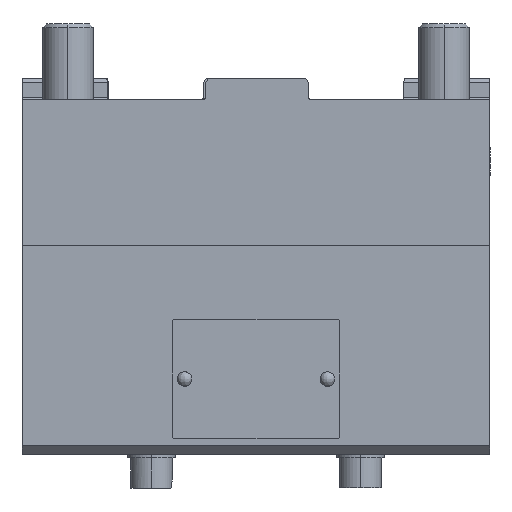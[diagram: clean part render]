
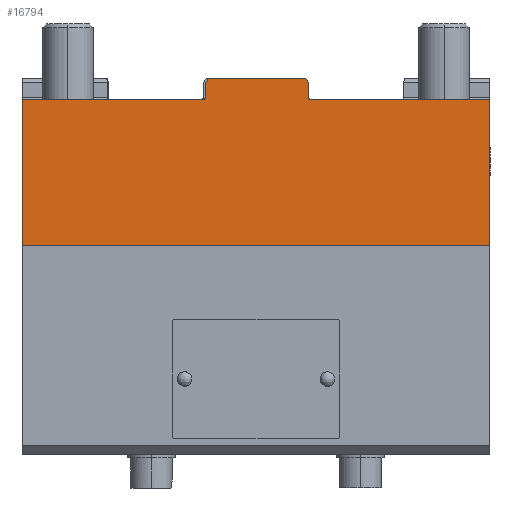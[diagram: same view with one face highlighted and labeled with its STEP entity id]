
A CAD part, left-side view. The second image highlights one B-rep face of the part: STEP entity #16794.
In plain terms, the highlighted planar face has unit normal (-1, 0, 0).
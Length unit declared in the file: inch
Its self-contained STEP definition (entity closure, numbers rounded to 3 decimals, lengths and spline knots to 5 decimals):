
#156 = ORIENTED_EDGE ( 'NONE', *, *, #4212, .F. ) ;
#522 = CARTESIAN_POINT ( 'NONE',  ( -2.3622, 0.44971, 0.19685 ) ) ;
#529 = VECTOR ( 'NONE', #5928, 39.37008 ) ;
#728 = FACE_OUTER_BOUND ( 'NONE', #18945, .T. ) ;
#1023 = VECTOR ( 'NONE', #10694, 39.37008 ) ;
#1101 = CARTESIAN_POINT ( 'NONE',  ( -2.3622, 2.20472, -1.37795 ) ) ;
#1553 = LINE ( 'NONE', #16027, #15104 ) ;
#1774 = CARTESIAN_POINT ( 'NONE',  ( -2.3622, 0.48819, 0. ) ) ;
#1813 = CARTESIAN_POINT ( 'NONE',  ( -2.3622, 0.47244, 0.15748 ) ) ;
#1842 = CARTESIAN_POINT ( 'NONE',  ( -2.3622, 2.20472, 0. ) ) ;
#1976 = CARTESIAN_POINT ( 'NONE',  ( -2.3622, -0.4692, 0.19685 ) ) ;
#2352 = VECTOR ( 'NONE', #9818, 39.37008 ) ;
#2362 = VERTEX_POINT ( 'NONE', #1101 ) ;
#2647 = VECTOR ( 'NONE', #5987, 39.37008 ) ;
#2704 = DIRECTION ( 'NONE',  ( 0., 1., 0. ) ) ;
#3445 = VERTEX_POINT ( 'NONE', #12567 ) ;
#3537 = VERTEX_POINT ( 'NONE', #1976 ) ;
#3538 = CIRCLE ( 'NONE', #5396, 0.01575 ) ;
#3543 = PLANE ( 'NONE',  #8564 ) ;
#3614 = VECTOR ( 'NONE', #13885, 39.37008 ) ;
#4013 = CARTESIAN_POINT ( 'NONE',  ( -2.3622, -2.20472, -1.37795 ) ) ;
#4117 = CARTESIAN_POINT ( 'NONE',  ( -2.3622, -0.49193, 0.01575 ) ) ;
#4212 = EDGE_CURVE ( 'NONE', #2362, #8263, #12247, .T. ) ;
#4278 = LINE ( 'NONE', #14564, #529 ) ;
#4592 = DIRECTION ( 'NONE',  ( 1., 0., 0. ) ) ;
#4623 = CARTESIAN_POINT ( 'NONE',  ( -2.3622, -0.50768, 0.01575 ) ) ;
#4825 = LINE ( 'NONE', #10746, #2647 ) ;
#4879 = EDGE_CURVE ( 'NONE', #9448, #18254, #17863, .T. ) ;
#4889 = LINE ( 'NONE', #5160, #8738 ) ;
#5160 = CARTESIAN_POINT ( 'NONE',  ( -2.3622, -2.20472, -1.37795 ) ) ;
#5396 = AXIS2_PLACEMENT_3D ( 'NONE', #5843, #4592, #14777 ) ;
#5732 = VERTEX_POINT ( 'NONE', #1813 ) ;
#5843 = CARTESIAN_POINT ( 'NONE',  ( -2.3622, 0.48819, 0.01575 ) ) ;
#5928 = DIRECTION ( 'NONE',  ( 0., -1., 0. ) ) ;
#5987 = DIRECTION ( 'NONE',  ( 0., -0.5, -0.866 ) ) ;
#6427 = ORIENTED_EDGE ( 'NONE', *, *, #4879, .T. ) ;
#6687 = VERTEX_POINT ( 'NONE', #13909 ) ;
#6818 = CARTESIAN_POINT ( 'NONE',  ( -2.3622, 0.46108, 0.17717 ) ) ;
#6882 = EDGE_CURVE ( 'NONE', #8263, #8842, #4278, .T. ) ;
#6939 = EDGE_CURVE ( 'NONE', #7683, #9448, #1553, .T. ) ;
#7027 = EDGE_CURVE ( 'NONE', #18254, #3445, #15243, .T. ) ;
#7157 = DIRECTION ( 'NONE',  ( 0., 0., 1. ) ) ;
#7171 = ORIENTED_EDGE ( 'NONE', *, *, #17527, .T. ) ;
#7265 = ORIENTED_EDGE ( 'NONE', *, *, #16624, .F. ) ;
#7416 = VERTEX_POINT ( 'NONE', #4013 ) ;
#7683 = VERTEX_POINT ( 'NONE', #9440 ) ;
#7813 = EDGE_CURVE ( 'NONE', #3537, #17245, #11192, .T. ) ;
#8263 = VERTEX_POINT ( 'NONE', #17145 ) ;
#8564 = AXIS2_PLACEMENT_3D ( 'NONE', #12491, #12397, #13847 ) ;
#8593 = DIRECTION ( 'NONE',  ( 0., 0., -1. ) ) ;
#8738 = VECTOR ( 'NONE', #10896, 39.37008 ) ;
#8842 = VERTEX_POINT ( 'NONE', #1774 ) ;
#9440 = CARTESIAN_POINT ( 'NONE',  ( -2.3622, -2.20472, 0. ) ) ;
#9448 = VERTEX_POINT ( 'NONE', #11618 ) ;
#9551 = DIRECTION ( 'NONE',  ( 0., -0.5, 0.866 ) ) ;
#9818 = DIRECTION ( 'NONE',  ( 0., 1., 0. ) ) ;
#9947 = ORIENTED_EDGE ( 'NONE', *, *, #18516, .F. ) ;
#9948 = LINE ( 'NONE', #18689, #13194 ) ;
#10036 = ORIENTED_EDGE ( 'NONE', *, *, #7813, .T. ) ;
#10218 = ORIENTED_EDGE ( 'NONE', *, *, #13122, .T. ) ;
#10694 = DIRECTION ( 'NONE',  ( 0., 0., 1. ) ) ;
#10746 = CARTESIAN_POINT ( 'NONE',  ( -2.3622, -0.48056, 0.17717 ) ) ;
#10896 = DIRECTION ( 'NONE',  ( 0., -1., 0. ) ) ;
#11192 = LINE ( 'NONE', #14567, #2352 ) ;
#11618 = CARTESIAN_POINT ( 'NONE',  ( -2.3622, -0.50768, 0. ) ) ;
#12247 = LINE ( 'NONE', #1842, #1023 ) ;
#12397 = DIRECTION ( 'NONE',  ( -1., 0., 0. ) ) ;
#12491 = CARTESIAN_POINT ( 'NONE',  ( -2.3622, -2.20472, -1.37795 ) ) ;
#12560 = LINE ( 'NONE', #6818, #15089 ) ;
#12567 = CARTESIAN_POINT ( 'NONE',  ( -2.3622, -0.49193, 0.15748 ) ) ;
#13122 = EDGE_CURVE ( 'NONE', #2362, #7416, #4889, .T. ) ;
#13194 = VECTOR ( 'NONE', #8593, 39.37008 ) ;
#13509 = ORIENTED_EDGE ( 'NONE', *, *, #6939, .T. ) ;
#13715 = ORIENTED_EDGE ( 'NONE', *, *, #15303, .T. ) ;
#13847 = DIRECTION ( 'NONE',  ( 0., 0., 1. ) ) ;
#13885 = DIRECTION ( 'NONE',  ( 0., 0., 1. ) ) ;
#13909 = CARTESIAN_POINT ( 'NONE',  ( -2.3622, 0.47244, 0.01575 ) ) ;
#14444 = AXIS2_PLACEMENT_3D ( 'NONE', #4623, #14710, #17813 ) ;
#14564 = CARTESIAN_POINT ( 'NONE',  ( -2.3622, -2.20472, 0. ) ) ;
#14567 = CARTESIAN_POINT ( 'NONE',  ( -2.3622, -2.20472, 0.19685 ) ) ;
#14710 = DIRECTION ( 'NONE',  ( 1., 0., 0. ) ) ;
#14777 = DIRECTION ( 'NONE',  ( 0., 0., 1. ) ) ;
#14912 = ORIENTED_EDGE ( 'NONE', *, *, #7027, .T. ) ;
#15089 = VECTOR ( 'NONE', #9551, 39.37008 ) ;
#15104 = VECTOR ( 'NONE', #2704, 39.37008 ) ;
#15243 = LINE ( 'NONE', #18345, #3614 ) ;
#15303 = EDGE_CURVE ( 'NONE', #7416, #7683, #16086, .T. ) ;
#15629 = EDGE_CURVE ( 'NONE', #5732, #6687, #9948, .T. ) ;
#15954 = ORIENTED_EDGE ( 'NONE', *, *, #15629, .T. ) ;
#16027 = CARTESIAN_POINT ( 'NONE',  ( -2.3622, -2.20472, 0. ) ) ;
#16086 = LINE ( 'NONE', #18909, #17505 ) ;
#16328 = ORIENTED_EDGE ( 'NONE', *, *, #6882, .F. ) ;
#16624 = EDGE_CURVE ( 'NONE', #3537, #3445, #4825, .T. ) ;
#16794 = ADVANCED_FACE ( 'NONE', ( #728 ), #3543, .T. ) ;
#17145 = CARTESIAN_POINT ( 'NONE',  ( -2.3622, 2.20472, 0. ) ) ;
#17245 = VERTEX_POINT ( 'NONE', #522 ) ;
#17505 = VECTOR ( 'NONE', #7157, 39.37008 ) ;
#17527 = EDGE_CURVE ( 'NONE', #6687, #8842, #3538, .T. ) ;
#17813 = DIRECTION ( 'NONE',  ( 0., 0., -1. ) ) ;
#17863 = CIRCLE ( 'NONE', #14444, 0.01575 ) ;
#18254 = VERTEX_POINT ( 'NONE', #4117 ) ;
#18345 = CARTESIAN_POINT ( 'NONE',  ( -2.3622, -0.49193, -1.37795 ) ) ;
#18516 = EDGE_CURVE ( 'NONE', #5732, #17245, #12560, .T. ) ;
#18689 = CARTESIAN_POINT ( 'NONE',  ( -2.3622, 0.47244, -1.37795 ) ) ;
#18909 = CARTESIAN_POINT ( 'NONE',  ( -2.3622, -2.20472, -1.37795 ) ) ;
#18945 = EDGE_LOOP ( 'NONE', ( #7171, #16328, #156, #10218, #13715, #13509, #6427, #14912, #7265, #10036, #9947, #15954 ) ) ;
